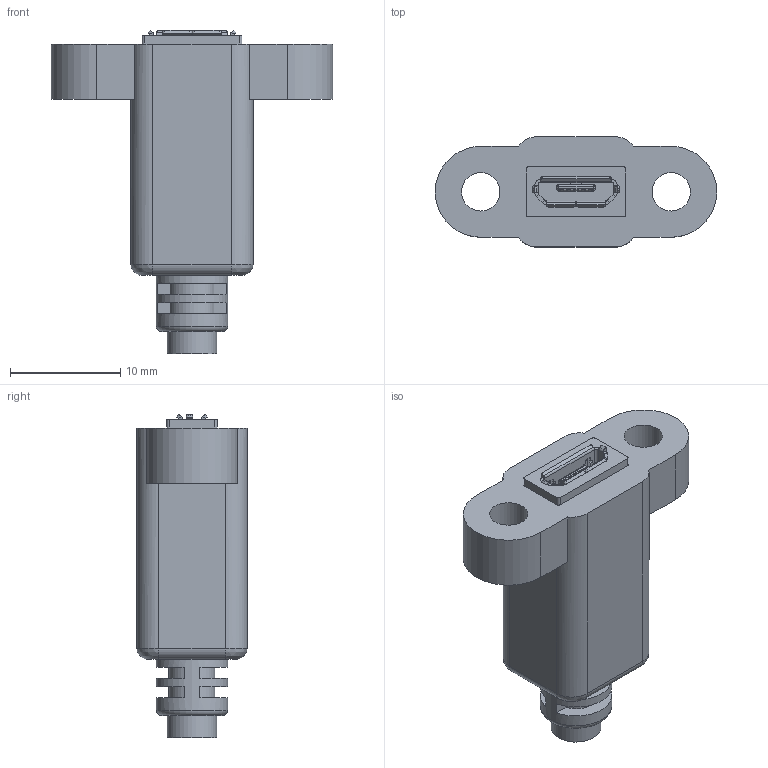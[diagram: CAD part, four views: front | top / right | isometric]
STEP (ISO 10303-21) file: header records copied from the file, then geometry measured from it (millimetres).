
FILE_DESCRIPTION(/* description */ ('','CAx-IF Rec.Pracs.---Representation and Presentation of Product Manufacturing Information (PMI)---4.0---2014-10-13'),/* implementation_level */ '2;1');
FILE_NAME(/* name */ 'Adafruit3258.stp',/* time_stamp */ '2020-01-06T11:48:32+00:00',/* author */ ('phpgb'),/* organization */ (''),/* preprocessor_version */ 'ST-DEVELOPER v17.2',/* originating_system */ 'Autodesk Inventor 2019',/* authorisation */ '');
FILE_SCHEMA (('AP242_MANAGED_MODEL_BASED_3D_ENGINEERING_MIM_LF { 1 0 10303 442 1 1 4 }'));
Length unit declared in the file: millimetre
Products named in the file (3): Adafruit3258; Adafruit3258_1; molex_0473460001
Assembly tree (2 placements, depth 2):
  Adafruit3258
    Adafruit3258_1
    molex_0473460001
Bounding box: 25.55 x 10 x 29.33 mm (x, y, z)
Volume: 2569 mm3; surface area: 2357.5 mm2
Topology: 4 solids, 4 shells, 623 faces, 1754 edges, 1224 vertices
Faces by surface type: plane 451, cylinder 149, bspline 18, sphere 4, torus 1
Full cylindrical faces by diameter (mm): 3.5 x2, 4.5 x1, 6.5 x1
Entity records: 19972 total; most frequent: CARTESIAN_POINT 3772, ORIENTED_EDGE 3308, DIRECTION 3286, EDGE_CURVE 1654, LINE 1292, VECTOR 1292, VERTEX_POINT 1039, AXIS2_PLACEMENT_3D 997
